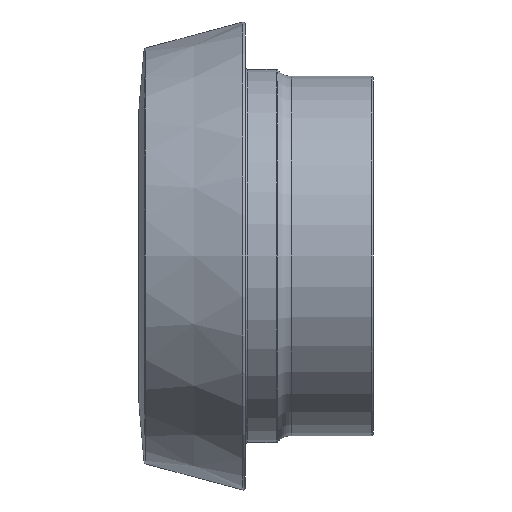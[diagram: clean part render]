
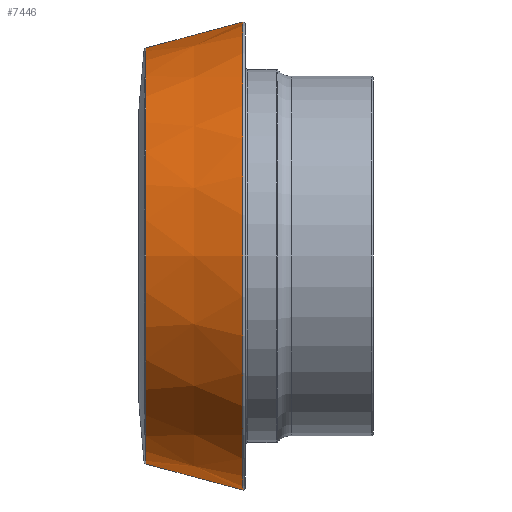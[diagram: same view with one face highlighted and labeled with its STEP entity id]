
A CAD part, front view. The second image highlights one B-rep face of the part: STEP entity #7446.
In plain terms, the highlighted conical face has half-angle 15 degrees and reference radius 22 mm.
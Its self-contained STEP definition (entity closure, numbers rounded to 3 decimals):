
#853 = ORIENTED_EDGE ( 'NONE', *, *, #15223, .F. ) ;
#879 = DIRECTION ( 'NONE',  ( 1., 0., 0. ) ) ;
#985 = CARTESIAN_POINT ( 'NONE',  ( 0.657, 0., 0. ) ) ;
#1570 = VECTOR ( 'NONE', #3338, 1000. ) ;
#2184 = DIRECTION ( 'NONE',  ( 0., 0., -1. ) ) ;
#2996 = LINE ( 'NONE', #16625, #16425 ) ;
#3273 = CARTESIAN_POINT ( 'NONE',  ( 0.657, 0., -19.496 ) ) ;
#3338 = DIRECTION ( 'NONE',  ( 0.966, 0., -0.259 ) ) ;
#3503 = VERTEX_POINT ( 'NONE', #14763 ) ;
#4164 = ORIENTED_EDGE ( 'NONE', *, *, #10993, .T. ) ;
#4761 = CARTESIAN_POINT ( 'NONE',  ( 10., 0., -22. ) ) ;
#5026 = LINE ( 'NONE', #4761, #1570 ) ;
#5670 = AXIS2_PLACEMENT_3D ( 'NONE', #12164, #16154, #13400 ) ;
#6188 = FACE_OUTER_BOUND ( 'NONE', #10769, .T. ) ;
#6808 = CONICAL_SURFACE ( 'NONE', #14265, 22., 0.262 ) ;
#7002 = VERTEX_POINT ( 'NONE', #16866 ) ;
#7370 = CARTESIAN_POINT ( 'NONE',  ( 10., 0., 0. ) ) ;
#7446 = ADVANCED_FACE ( 'NONE', ( #6188 ), #6808, .T. ) ;
#8593 = EDGE_CURVE ( 'NONE', #11815, #7002, #5026, .T. ) ;
#9472 = ORIENTED_EDGE ( 'NONE', *, *, #14032, .T. ) ;
#10229 = ORIENTED_EDGE ( 'NONE', *, *, #8593, .T. ) ;
#10769 = EDGE_LOOP ( 'NONE', ( #853, #9472, #10229, #4164 ) ) ;
#10993 = EDGE_CURVE ( 'NONE', #7002, #3503, #13489, .T. ) ;
#11159 = CIRCLE ( 'NONE', #12778, 19.496 ) ;
#11586 = VERTEX_POINT ( 'NONE', #14182 ) ;
#11815 = VERTEX_POINT ( 'NONE', #3273 ) ;
#12164 = CARTESIAN_POINT ( 'NONE',  ( 9.748, 0., 0. ) ) ;
#12550 = DIRECTION ( 'NONE',  ( 1., 0., 0. ) ) ;
#12764 = DIRECTION ( 'NONE',  ( 0., 0., 1. ) ) ;
#12778 = AXIS2_PLACEMENT_3D ( 'NONE', #985, #879, #12764 ) ;
#13400 = DIRECTION ( 'NONE',  ( 0., 0., 1. ) ) ;
#13489 = CIRCLE ( 'NONE', #5670, 21.933 ) ;
#14032 = EDGE_CURVE ( 'NONE', #11586, #11815, #11159, .T. ) ;
#14182 = CARTESIAN_POINT ( 'NONE',  ( 0.657, 0., 19.496 ) ) ;
#14265 = AXIS2_PLACEMENT_3D ( 'NONE', #7370, #12550, #2184 ) ;
#14763 = CARTESIAN_POINT ( 'NONE',  ( 9.748, 0., 21.933 ) ) ;
#15223 = EDGE_CURVE ( 'NONE', #11586, #3503, #2996, .T. ) ;
#15829 = DIRECTION ( 'NONE',  ( 0.966, 0., 0.259 ) ) ;
#16154 = DIRECTION ( 'NONE',  ( -1., 0., 0. ) ) ;
#16425 = VECTOR ( 'NONE', #15829, 1000. ) ;
#16625 = CARTESIAN_POINT ( 'NONE',  ( 10., 0., 22. ) ) ;
#16866 = CARTESIAN_POINT ( 'NONE',  ( 9.748, 0., -21.933 ) ) ;
